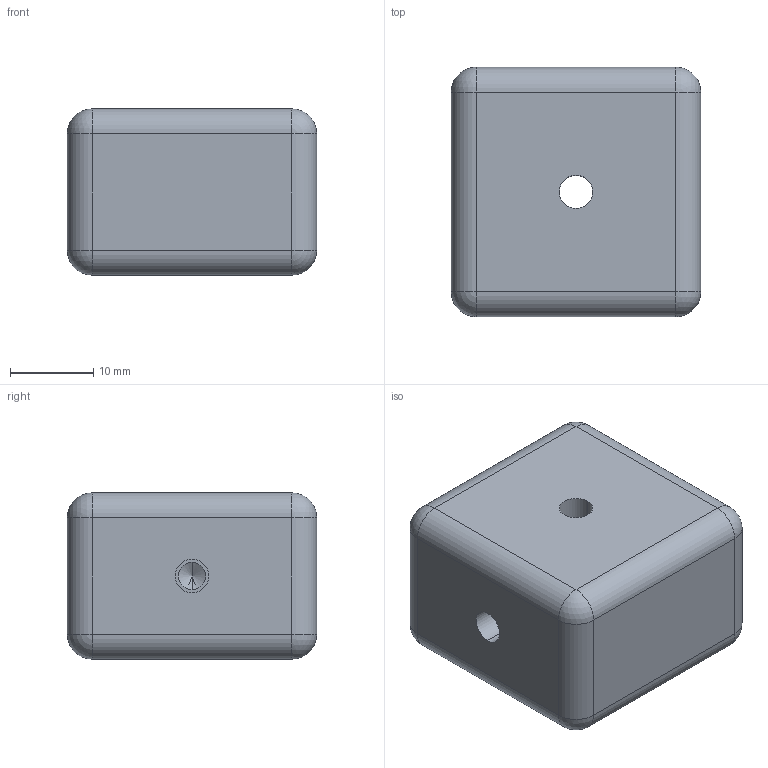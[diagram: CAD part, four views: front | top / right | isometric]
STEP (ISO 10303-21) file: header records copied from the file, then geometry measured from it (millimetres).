
FILE_DESCRIPTION (( 'STEP AP203' ), '1' );
FILE_NAME ('20-019460--HOUSING CONNECTION B--Rev_A.step', '2022-06-14T14:55:16', ( '' ), ( '' ), 'SwSTEP 2.0', 'SolidWorks 2021', '' );
FILE_SCHEMA (( 'CONFIG_CONTROL_DESIGN' ));
Length unit declared in the file: millimetre
Products named in the file (1): 20-019460--HOUSING CONNECTION B--Rev_A
Bounding box: 30 x 30 x 20 mm (x, y, z)
Volume: 16999.5 mm3; surface area: 4176 mm2
Topology: 1 solids, 1 shells, 42 faces, 94 edges, 46 vertices
Faces by surface type: cylinder 22, plane 8, sphere 8, cone 4
Entity records: 1143 total; most frequent: DIRECTION 212, CARTESIAN_POINT 171, ORIENTED_EDGE 164, AXIS2_PLACEMENT_3D 87, EDGE_CURVE 82, EDGE_LOOP 48, VERTEX_POINT 46, CIRCLE 44
